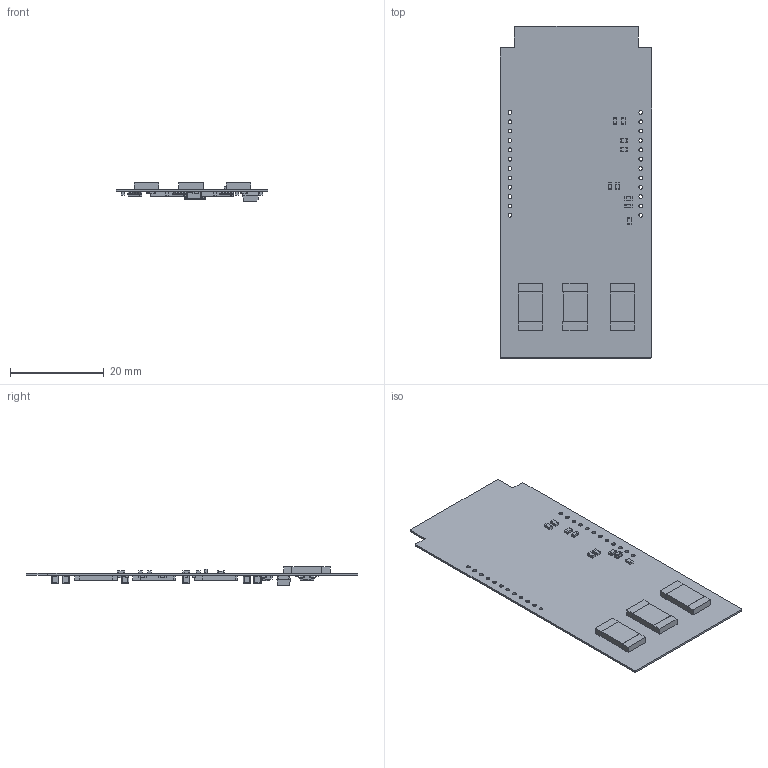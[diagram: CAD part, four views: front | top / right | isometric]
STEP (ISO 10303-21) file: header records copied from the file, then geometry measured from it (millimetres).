
FILE_DESCRIPTION(('Open CASCADE Model'),'2;1');
FILE_NAME('Open CASCADE Shape Model','2023-11-18T13:19:35',('Author'),( 'Open CASCADE'),'Open CASCADE STEP processor 7.5','Open CASCADE 7.5' ,'Unknown');
FILE_SCHEMA(('AUTOMOTIVE_DESIGN { 1 0 10303 214 1 1 1 1 }'));
Length unit declared in the file: millimetre
Products named in the file (138): PCB; Board; Open CASCADE STEP translator 7.5 1.1.1; Q1; 5975492304; Body; Open CASCADE STEP translator 7.5 1.2.1.2; Open CASCADE STEP translator 7.5 1.2.1.3; Open CASCADE STEP translator 7.5 1.2.1.4; Open CASCADE STEP translator 7.5 1.2.1.5; Open CASCADE STEP translator 7.5 1.2.1.6; Open CASCADE STEP translator 7.5 1.2.1.7; Open CASCADE STEP translator 7.5 1.2.1.8; Open CASCADE STEP translator 7.5 1.2.1.9; Open CASCADE STEP translator 7.5 1.2.1.10; Open CASCADE STEP translator 7.5 1.2.1.11; Open CASCADE STEP translator 7.5 1.2.1.12; Open CASCADE STEP translator 7.5 1.2.1.13; Open CASCADE STEP translator 7.5 1.2.1.14; Open CASCADE STEP translator 7.5 1.2.1.15; Open CASCADE STEP translator 7.5 1.2.1.16; Q3; Q6; 6117900880; Open CASCADE STEP translator 7.5 1.4.1.2; Open CASCADE STEP translator 7.5 1.4.1.3; Open CASCADE STEP translator 7.5 1.4.1.4; Open CASCADE STEP translator 7.5 1.4.1.5; Open CASCADE STEP translator 7.5 1.4.1.6; Open CASCADE STEP translator 7.5 1.4.1.7; Open CASCADE STEP translator 7.5 1.4.1.8; Open CASCADE STEP translator 7.5 1.4.1.9; Open CASCADE STEP translator 7.5 1.4.1.10; Open CASCADE STEP translator 7.5 1.4.1.11; Open CASCADE STEP translator 7.5 1.4.1.12; Open CASCADE STEP translator 7.5 1.4.1.13; Open CASCADE STEP translator 7.5 1.4.1.14; Open CASCADE STEP translator 7.5 1.4.1.15; Open CASCADE STEP translator 7.5 1.4.1.16; R23 ...
Assembly tree (167 placements, depth 4):
  PCB
    Board
      Open CASCADE STEP translator 7.5 1.1.1
    Q1
      5975492304
        Body
        Open CASCADE STEP translator 7.5 1.2.1.2
        Open CASCADE STEP translator 7.5 1.2.1.3
        Open CASCADE STEP translator 7.5 1.2.1.4
        Open CASCADE STEP translator 7.5 1.2.1.5
        Open CASCADE STEP translator 7.5 1.2.1.6
        Open CASCADE STEP translator 7.5 1.2.1.7
        Open CASCADE STEP translator 7.5 1.2.1.8
        Open CASCADE STEP translator 7.5 1.2.1.9
        Open CASCADE STEP translator 7.5 1.2.1.10
        Open CASCADE STEP translator 7.5 1.2.1.11
        Open CASCADE STEP translator 7.5 1.2.1.12
        Open CASCADE STEP translator 7.5 1.2.1.13
        Open CASCADE STEP translator 7.5 1.2.1.14
        Open CASCADE STEP translator 7.5 1.2.1.15
        Open CASCADE STEP translator 7.5 1.2.1.16
    Q3
      5975492304
        Body
        Open CASCADE STEP translator 7.5 1.2.1.2
        Open CASCADE STEP translator 7.5 1.2.1.3
        Open CASCADE STEP translator 7.5 1.2.1.4
        Open CASCADE STEP translator 7.5 1.2.1.5
        Open CASCADE STEP translator 7.5 1.2.1.6
        Open CASCADE STEP translator 7.5 1.2.1.7
        Open CASCADE STEP translator 7.5 1.2.1.8
        Open CASCADE STEP translator 7.5 1.2.1.9
        Open CASCADE STEP translator 7.5 1.2.1.10
        Open CASCADE STEP translator 7.5 1.2.1.11
        Open CASCADE STEP translator 7.5 1.2.1.12
        Open CASCADE STEP translator 7.5 1.2.1.13
        Open CASCADE STEP translator 7.5 1.2.1.14
        Open CASCADE STEP translator 7.5 1.2.1.15
        Open CASCADE STEP translator 7.5 1.2.1.16
    Q6
      6117900880
        Body
        Open CASCADE STEP translator 7.5 1.4.1.2
        Open CASCADE STEP translator 7.5 1.4.1.3
        Open CASCADE STEP translator 7.5 1.4.1.4
        Open CASCADE STEP translator 7.5 1.4.1.5
        Open CASCADE STEP translator 7.5 1.4.1.6
        Open CASCADE STEP translator 7.5 1.4.1.7
        Open CASCADE STEP translator 7.5 1.4.1.8
        Open CASCADE STEP translator 7.5 1.4.1.9
        Open CASCADE STEP translator 7.5 1.4.1.10
        Open CASCADE STEP translator 7.5 1.4.1.11
        Open CASCADE STEP translator 7.5 1.4.1.12
        Open CASCADE STEP translator 7.5 1.4.1.13
        Open CASCADE STEP translator 7.5 1.4.1.14
        Open CASCADE STEP translator 7.5 1.4.1.15
        Open CASCADE STEP translator 7.5 1.4.1.16
    R23
      5975499104
        term1
Bounding box: 32.45 x 70.99 x 3.88 mm (x, y, z)
Volume: 1654.6 mm3; surface area: 6913 mm2
Topology: 238 solids, 238 shells, 2095 faces, 4581 edges, 2870 vertices
Faces by surface type: plane 1601, cylinder 398, sphere 96
Full cylindrical faces by diameter (mm): 0.206 x1, 0.375 x3, 0.8 x24
Entity records: 25047 total; most frequent: DIRECTION 4013, CARTESIAN_POINT 3840, ORIENTED_EDGE 3502, EDGE_CURVE 1751, LINE 1423, VECTOR 1423, AXIS2_PLACEMENT_3D 1295, VERTEX_POINT 1122
